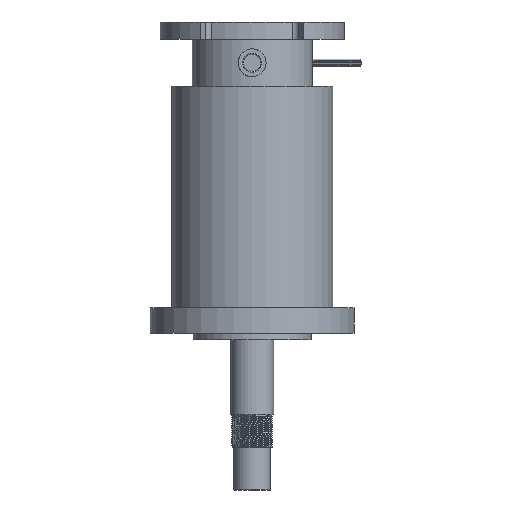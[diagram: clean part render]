
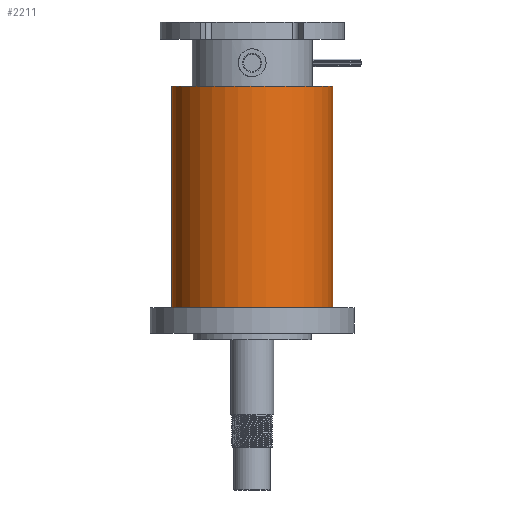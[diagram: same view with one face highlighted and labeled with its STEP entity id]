
A CAD part, front view. The second image highlights one B-rep face of the part: STEP entity #2211.
In plain terms, the highlighted cylindrical face has radius 37.5 mm (diameter 75 mm), a partial arc.
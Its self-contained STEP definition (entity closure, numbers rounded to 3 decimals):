
#122 = LINE ( 'NONE', #1135, #5098 ) ;
#268 = LINE ( 'NONE', #1901, #463 ) ;
#401 = AXIS2_PLACEMENT_3D ( 'NONE', #1962, #6157, #2560 ) ;
#451 = FACE_OUTER_BOUND ( 'NONE', #3728, .T. ) ;
#463 = VECTOR ( 'NONE', #5675, 1000. ) ;
#673 = CIRCLE ( 'NONE', #955, 37.5 ) ;
#955 = AXIS2_PLACEMENT_3D ( 'NONE', #1143, #5341, #1768 ) ;
#1135 = CARTESIAN_POINT ( 'NONE',  ( 37.5, 0., 100.271 ) ) ;
#1143 = CARTESIAN_POINT ( 'NONE',  ( 0., 0., -133. ) ) ;
#1460 = EDGE_CURVE ( 'NONE', #3703, #1903, #268, .T. ) ;
#1768 = DIRECTION ( 'NONE',  ( 1., 0., 0. ) ) ;
#1901 = CARTESIAN_POINT ( 'NONE',  ( -37.5, 0., 100.271 ) ) ;
#1903 = VERTEX_POINT ( 'NONE', #5658 ) ;
#1945 = ORIENTED_EDGE ( 'NONE', *, *, #3966, .T. ) ;
#1962 = CARTESIAN_POINT ( 'NONE',  ( 0., 0., -30. ) ) ;
#2211 = ADVANCED_FACE ( 'NONE', ( #451 ), #2890, .T. ) ;
#2340 = DIRECTION ( 'NONE',  ( 0., 0., 1. ) ) ;
#2560 = DIRECTION ( 'NONE',  ( 1., 0., 0. ) ) ;
#2890 = CYLINDRICAL_SURFACE ( 'NONE', #3835, 37.5 ) ;
#3111 = CIRCLE ( 'NONE', #401, 37.5 ) ;
#3112 = ORIENTED_EDGE ( 'NONE', *, *, #5440, .F. ) ;
#3518 = DIRECTION ( 'NONE',  ( 0., 0., 1. ) ) ;
#3616 = CARTESIAN_POINT ( 'NONE',  ( 37.5, 0., -30. ) ) ;
#3703 = VERTEX_POINT ( 'NONE', #3824 ) ;
#3728 = EDGE_LOOP ( 'NONE', ( #6673, #7602, #1945, #3112 ) ) ;
#3824 = CARTESIAN_POINT ( 'NONE',  ( -37.5, 0., -133. ) ) ;
#3835 = AXIS2_PLACEMENT_3D ( 'NONE', #4117, #3518, #7721 ) ;
#3966 = EDGE_CURVE ( 'NONE', #6989, #5399, #122, .T. ) ;
#4117 = CARTESIAN_POINT ( 'NONE',  ( 0., 0., 100.271 ) ) ;
#4223 = CARTESIAN_POINT ( 'NONE',  ( 37.5, 0., -133. ) ) ;
#5098 = VECTOR ( 'NONE', #2340, 1000. ) ;
#5292 = EDGE_CURVE ( 'NONE', #3703, #6989, #673, .T. ) ;
#5341 = DIRECTION ( 'NONE',  ( 0., 0., 1. ) ) ;
#5399 = VERTEX_POINT ( 'NONE', #3616 ) ;
#5440 = EDGE_CURVE ( 'NONE', #1903, #5399, #3111, .T. ) ;
#5658 = CARTESIAN_POINT ( 'NONE',  ( -37.5, 0., -30. ) ) ;
#5675 = DIRECTION ( 'NONE',  ( 0., 0., 1. ) ) ;
#6157 = DIRECTION ( 'NONE',  ( 0., 0., 1. ) ) ;
#6673 = ORIENTED_EDGE ( 'NONE', *, *, #1460, .F. ) ;
#6989 = VERTEX_POINT ( 'NONE', #4223 ) ;
#7602 = ORIENTED_EDGE ( 'NONE', *, *, #5292, .T. ) ;
#7721 = DIRECTION ( 'NONE',  ( 1., 0., 0. ) ) ;
